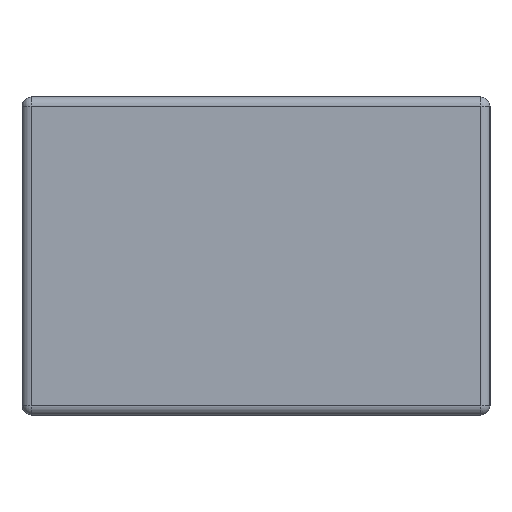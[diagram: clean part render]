
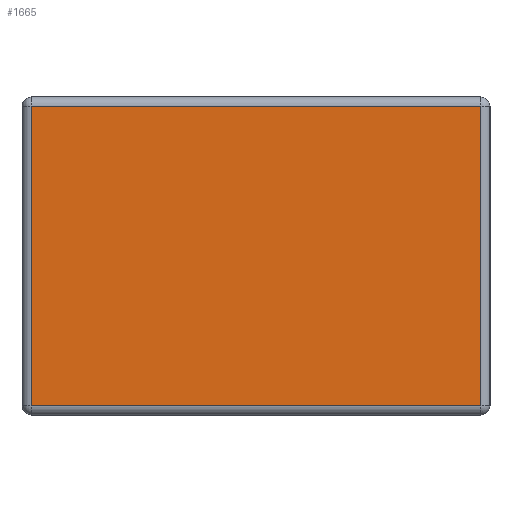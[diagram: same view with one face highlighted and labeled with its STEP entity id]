
A CAD part, left-side view. The second image highlights one B-rep face of the part: STEP entity #1665.
In plain terms, the highlighted planar face has unit normal (-1, 0, 0).
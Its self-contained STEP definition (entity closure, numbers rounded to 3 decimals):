
#44 = LINE ( 'NONE', #1304, #1259 ) ;
#82 = DIRECTION ( 'NONE',  ( 0., 0., -1. ) ) ;
#84 = CARTESIAN_POINT ( 'NONE',  ( -1., -0.6, 0.85 ) ) ;
#162 = EDGE_CURVE ( 'NONE', #516, #1558, #1124, .T. ) ;
#302 = PLANE ( 'NONE',  #1715 ) ;
#412 = FACE_OUTER_BOUND ( 'NONE', #1342, .T. ) ;
#434 = VECTOR ( 'NONE', #1794, 1000. ) ;
#516 = VERTEX_POINT ( 'NONE', #1140 ) ;
#607 = LINE ( 'NONE', #84, #1640 ) ;
#616 = DIRECTION ( 'NONE',  ( 0., 1., 0. ) ) ;
#651 = LINE ( 'NONE', #933, #434 ) ;
#770 = ORIENTED_EDGE ( 'NONE', *, *, #927, .T. ) ;
#792 = DIRECTION ( 'NONE',  ( 0., 0., 1. ) ) ;
#856 = ORIENTED_EDGE ( 'NONE', *, *, #1427, .T. ) ;
#889 = EDGE_CURVE ( 'NONE', #1537, #916, #651, .T. ) ;
#898 = CARTESIAN_POINT ( 'NONE',  ( -1., 0.625, 0.825 ) ) ;
#905 = CARTESIAN_POINT ( 'NONE',  ( -1., 0.6, 0.025 ) ) ;
#916 = VERTEX_POINT ( 'NONE', #1623 ) ;
#927 = EDGE_CURVE ( 'NONE', #916, #516, #607, .T. ) ;
#933 = CARTESIAN_POINT ( 'NONE',  ( -1., 0.625, 0.025 ) ) ;
#1095 = ORIENTED_EDGE ( 'NONE', *, *, #162, .T. ) ;
#1124 = LINE ( 'NONE', #898, #1439 ) ;
#1140 = CARTESIAN_POINT ( 'NONE',  ( -1., -0.6, 0.825 ) ) ;
#1259 = VECTOR ( 'NONE', #82, 1000. ) ;
#1286 = CARTESIAN_POINT ( 'NONE',  ( -1., 0.625, 0.85 ) ) ;
#1304 = CARTESIAN_POINT ( 'NONE',  ( -1., 0.6, 0.85 ) ) ;
#1308 = ORIENTED_EDGE ( 'NONE', *, *, #889, .T. ) ;
#1342 = EDGE_LOOP ( 'NONE', ( #1095, #856, #1308, #770 ) ) ;
#1426 = DIRECTION ( 'NONE',  ( 1., 0., 0. ) ) ;
#1427 = EDGE_CURVE ( 'NONE', #1558, #1537, #44, .T. ) ;
#1439 = VECTOR ( 'NONE', #616, 1000. ) ;
#1467 = CARTESIAN_POINT ( 'NONE',  ( -1., 0.6, 0.825 ) ) ;
#1537 = VERTEX_POINT ( 'NONE', #905 ) ;
#1558 = VERTEX_POINT ( 'NONE', #1467 ) ;
#1571 = DIRECTION ( 'NONE',  ( 0., 0., -1. ) ) ;
#1623 = CARTESIAN_POINT ( 'NONE',  ( -1., -0.6, 0.025 ) ) ;
#1640 = VECTOR ( 'NONE', #792, 1000. ) ;
#1665 = ADVANCED_FACE ( 'NONE', ( #412 ), #302, .F. ) ;
#1715 = AXIS2_PLACEMENT_3D ( 'NONE', #1286, #1426, #1571 ) ;
#1794 = DIRECTION ( 'NONE',  ( 0., -1., 0. ) ) ;
